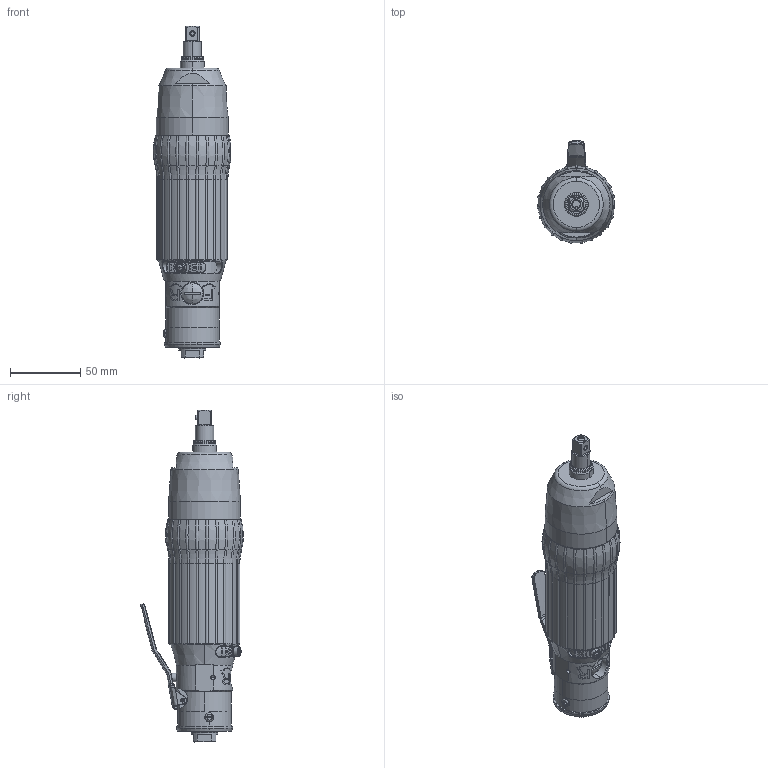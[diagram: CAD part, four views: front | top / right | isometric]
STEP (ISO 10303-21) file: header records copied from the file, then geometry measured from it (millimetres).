
FILE_DESCRIPTION((''),'2;1');
FILE_NAME('EXT_COMP_SW0010','2021-07-15T13:41:01',('INEdipo'),(''),'CREO PARAMETRIC BY PTC INC, 2020281','CREO PARAMETRIC BY PTC INC, 2020281','');
FILE_SCHEMA(('CONFIG_CONTROL_DESIGN'));
Length unit declared in the file: inch
Products named in the file (1): EXT_COMP_SW0010
Bounding box: 55.01 x 72.9 x 235.75 mm (x, y, z)
Volume: 350522.4 mm3; surface area: 44836.1 mm2
Topology: 2 solids, 2 shells, 689 faces, 1611 edges, 950 vertices
Faces by surface type: plane 183, bspline 169, cylinder 161, torus 110, cone 58, sphere 8
Entity records: 29042 total; most frequent: CARTESIAN_POINT 14122, ORIENTED_EDGE 3210, DIRECTION 3052, EDGE_CURVE 1605, AXIS2_PLACEMENT_3D 1323, VERTEX_POINT 950, CIRCLE 803, EDGE_LOOP 729
